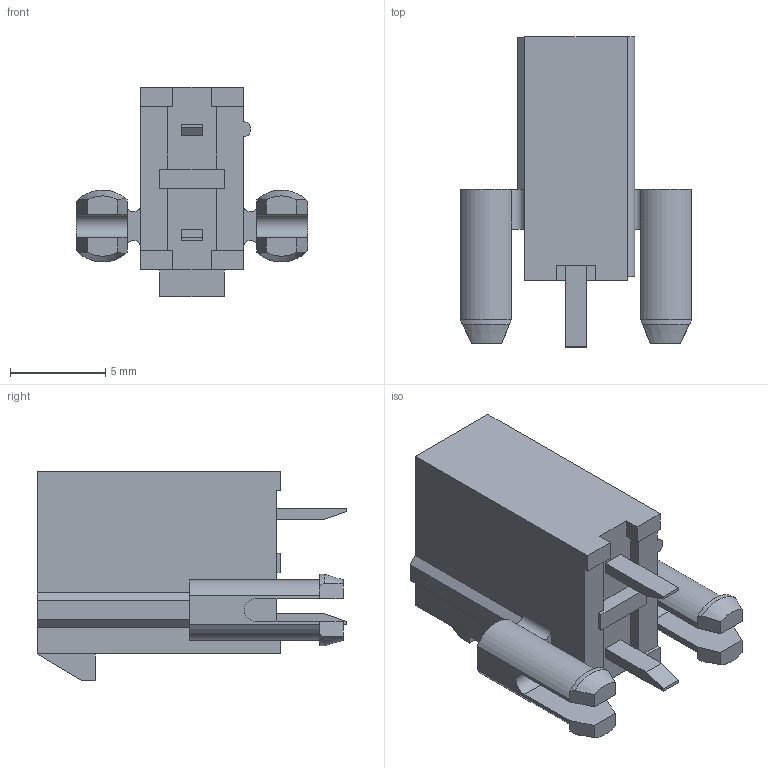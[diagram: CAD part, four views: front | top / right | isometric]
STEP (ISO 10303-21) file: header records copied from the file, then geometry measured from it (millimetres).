
FILE_DESCRIPTION((''),'2;1');
FILE_NAME('039299023','2015-02-16T',('me'),(''),'PRO/ENGINEER BY PARAMETRIC TECHNOLOGY CORPORATION, 2011490','PRO/ENGINEER BY PARAMETRIC TECHNOLOGY CORPORATION, 2011490','');
FILE_SCHEMA(('CONFIG_CONTROL_DESIGN'));
Length unit declared in the file: millimetre
Products named in the file (1): 039299023
Bounding box: 12.18 x 16.3 x 11 mm (x, y, z)
Volume: 542.8 mm3; surface area: 1063.4 mm2
Topology: 1 solids, 1 shells, 122 faces, 335 edges, 224 vertices
Faces by surface type: plane 103, cylinder 15, cone 4
Entity records: 3864 total; most frequent: CARTESIAN_POINT 718, ORIENTED_EDGE 650, DIRECTION 607, EDGE_CURVE 325, VECTOR 277, LINE 277, VERTEX_POINT 212, AXIS2_PLACEMENT_3D 165
